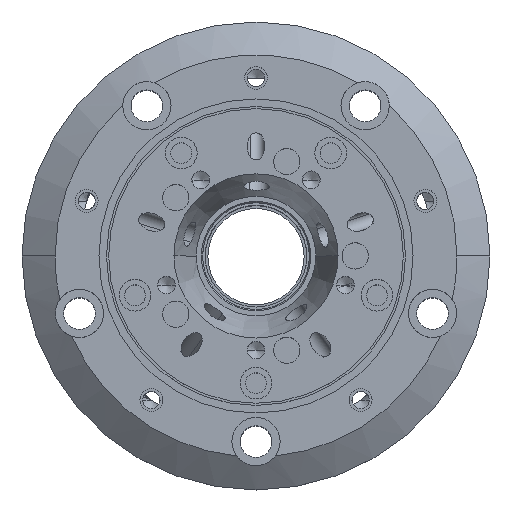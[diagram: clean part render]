
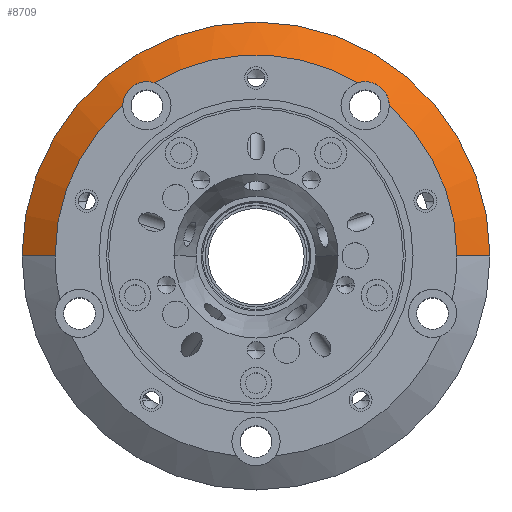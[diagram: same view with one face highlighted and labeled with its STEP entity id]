
A CAD part, top view. The second image highlights one B-rep face of the part: STEP entity #8709.
In plain terms, the highlighted conical face has half-angle 54.993 degrees and reference radius 2.672 mm.
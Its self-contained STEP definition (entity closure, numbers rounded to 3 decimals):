
#4950=CARTESIAN_POINT('POINT357',(2.875,0.,4.247));
#4951=VERTEX_POINT('VERTEX357',#4950);
#4969=CARTESIAN_POINT('POINT360',(-2.875,0.,
   4.247));
#4970=VERTEX_POINT('VERTEX360',#4969);
#4977=CARTESIAN_POINT('POS377',(0.,0.,4.247));
#4978=DIRECTION('DIR601',(0.,0.,-1.));
#4979=DIRECTION('DIR602',(1.,0.,0.));
#4980=AXIS2_PLACEMENT_3D('AXIS225',#4977,#4978,#4979);
#4981=CIRCLE('ELLIPSE140',#4980,2.875);
#4982=EDGE_CURVE('EDGE507',#4970,#4951,#4981,.T.);
#8632=CARTESIAN_POINT('POINT581',(2.469,0.,
   4.531));
#8633=VERTEX_POINT('VERTEX581',#8632);
#8634=CARTESIAN_POINT('POS608',(2.672,0.,
   4.389));
#8635=DIRECTION('DIR985',(0.819,0.,
   -0.574));
#8636=VECTOR('VEC231',#8635,1.);
#8637=LINE('STRAIGHT231',#8634,#8636);
#8638=EDGE_CURVE('EDGE821',#8633,#4951,#8637,.T.);
#8639=ORIENTED_EDGE('COEDGE1427',*,*,#8638,.T.);
#8640=ORIENTED_EDGE('COEDGE1428',*,*,#4982,.F.);
#8641=CARTESIAN_POINT('POINT582',(-2.469,0.,
   4.531));
#8642=VERTEX_POINT('VERTEX582',#8641);
#8643=CARTESIAN_POINT('POS609',(-2.672,0.,
   4.389));
#8644=DIRECTION('DIR986',(0.819,0.,
   0.574));
#8645=VECTOR('VEC232',#8644,1.);
#8646=LINE('STRAIGHT232',#8643,#8645);
#8647=EDGE_CURVE('EDGE822',#4970,#8642,#8646,.T.);
#8648=ORIENTED_EDGE('COEDGE1429',*,*,#8647,.T.);
#8649=CARTESIAN_POINT('POINT583',(-1.637,
   1.848,4.531));
#8650=VERTEX_POINT('VERTEX583',#8649);
#8651=CARTESIAN_POINT('POS610',(0.,0.,4.531));
#8652=DIRECTION('DIR987',(0.,0.,-1.));
#8653=DIRECTION('DIR988',(1.,0.,0.));
#8654=AXIS2_PLACEMENT_3D('AXIS378',#8651,#8652,#8653);
#8655=CIRCLE('ELLIPSE232',#8654,2.469);
#8656=EDGE_CURVE('EDGE823',#8642,#8650,#8655,.T.);
#8657=ORIENTED_EDGE('COEDGE1430',*,*,#8656,.T.);
#8658=CARTESIAN_POINT('POINT584',(-1.251,
   2.128,4.531));
#8659=VERTEX_POINT('VERTEX584',#8658);
#8660=B_SPLINE_CURVE_WITH_KNOTS('SPLINE_CRV127',3,(#8661,#8662,#8663,
   #8664,#8665,#8666,#8667,#8668,#8669,#8670,#8671,#8672,#8673,#8674),
   .UNSPECIFIED.,.F.,.F.,(4,2,2,2,2,2,4),(0.258,
   0.285,0.412,0.539,
   0.666,0.793,0.821),
   .UNSPECIFIED.);
#8661=CARTESIAN_POINT('',(-1.637,1.848,
   4.531));
#8662=CARTESIAN_POINT('',(-1.637,1.856,
   4.527));
#8663=CARTESIAN_POINT('',(-1.637,1.864,
   4.523));
#8664=CARTESIAN_POINT('',(-1.632,1.911,
   4.5));
#8665=CARTESIAN_POINT('',(-1.621,1.952,
   4.483));
#8666=CARTESIAN_POINT('',(-1.579,2.027,
   4.461));
#8667=CARTESIAN_POINT('',(-1.549,2.06,
   4.455));
#8668=CARTESIAN_POINT('',(-1.481,2.11,
   4.455));
#8669=CARTESIAN_POINT('',(-1.44,2.128,
   4.461));
#8670=CARTESIAN_POINT('',(-1.355,2.145,
   4.483));
#8671=CARTESIAN_POINT('',(-1.313,2.143,
   4.5));
#8672=CARTESIAN_POINT('',(-1.267,2.133,
   4.523));
#8673=CARTESIAN_POINT('',(-1.259,2.131,
   4.527));
#8674=CARTESIAN_POINT('',(-1.251,2.128,
   4.531));
#8675=EDGE_CURVE('EDGE824',#8650,#8659,#8660,.T.);
#8676=ORIENTED_EDGE('COEDGE1431',*,*,#8675,.T.);
#8677=CARTESIAN_POINT('POINT585',(1.251,
   2.128,4.531));
#8678=VERTEX_POINT('VERTEX585',#8677);
#8679=EDGE_CURVE('EDGE825',#8659,#8678,#8655,.T.);
#8680=ORIENTED_EDGE('COEDGE1432',*,*,#8679,.T.);
#8681=CARTESIAN_POINT('POINT586',(1.637,
   1.848,4.531));
#8682=VERTEX_POINT('VERTEX586',#8681);
#8683=B_SPLINE_CURVE_WITH_KNOTS('SPLINE_CRV128',3,(#8684,#8685,#8686,
   #8687,#8688,#8689,#8690,#8691,#8692,#8693,#8694,#8695,#8696,#8697),
   .UNSPECIFIED.,.F.,.F.,(4,2,2,2,2,2,4),(0.258,
   0.285,0.412,0.539,
   0.666,0.793,0.821),
   .UNSPECIFIED.);
#8684=CARTESIAN_POINT('',(1.251,2.128,
   4.531));
#8685=CARTESIAN_POINT('',(1.259,2.131,
   4.527));
#8686=CARTESIAN_POINT('',(1.267,2.133,
   4.523));
#8687=CARTESIAN_POINT('',(1.313,2.143,
   4.5));
#8688=CARTESIAN_POINT('',(1.355,2.145,
   4.483));
#8689=CARTESIAN_POINT('',(1.44,2.128,
   4.461));
#8690=CARTESIAN_POINT('',(1.481,2.11,
   4.455));
#8691=CARTESIAN_POINT('',(1.549,2.06,
   4.455));
#8692=CARTESIAN_POINT('',(1.579,2.027,
   4.461));
#8693=CARTESIAN_POINT('',(1.621,1.952,
   4.483));
#8694=CARTESIAN_POINT('',(1.632,1.911,
   4.5));
#8695=CARTESIAN_POINT('',(1.637,1.864,
   4.523));
#8696=CARTESIAN_POINT('',(1.637,1.856,
   4.527));
#8697=CARTESIAN_POINT('',(1.637,1.848,
   4.531));
#8698=EDGE_CURVE('EDGE826',#8678,#8682,#8683,.T.);
#8699=ORIENTED_EDGE('COEDGE1433',*,*,#8698,.T.);
#8700=EDGE_CURVE('EDGE827',#8682,#8633,#8655,.T.);
#8701=ORIENTED_EDGE('COEDGE1434',*,*,#8700,.T.);
#8702=EDGE_LOOP('NONE',(#8639,#8640,#8648,#8657,#8676,#8680,#8699,#8701)
   );
#8703=FACE_BOUND('LOOP1',#8702,.T.);
#8704=CARTESIAN_POINT('POS611',(0.,0.,4.389));
#8705=DIRECTION('DIR989',(0.,0.,-1.));
#8706=DIRECTION('DIR990',(1.,0.,0.));
#8707=AXIS2_PLACEMENT_3D('AXIS379',#8704,#8705,#8706);
#8708=CONICAL_SURFACE('CONE_SURF91',#8707,2.672,
   0.96);
#8709=ADVANCED_FACE('FACE262',(#8703),#8708,.T.);
